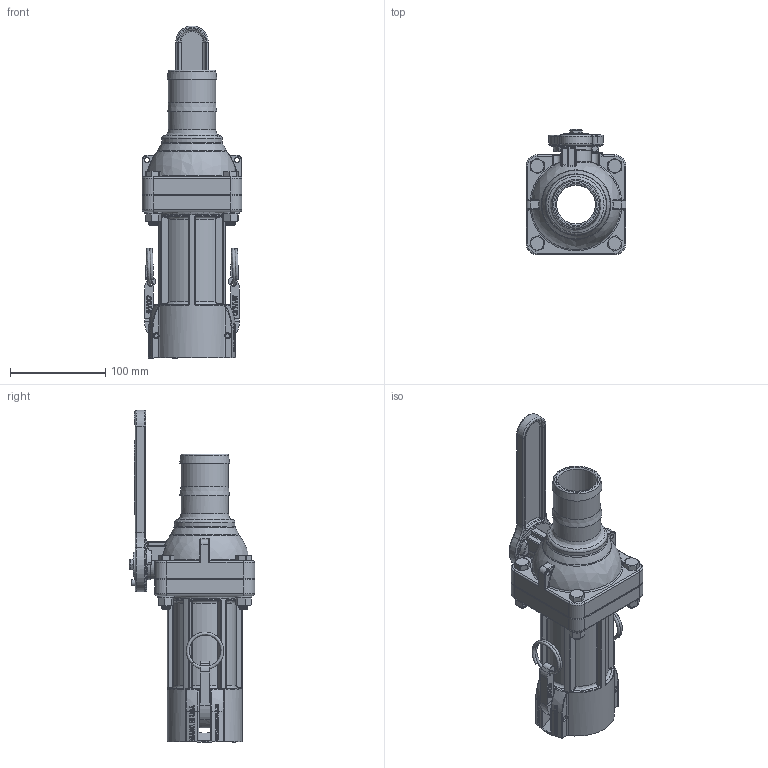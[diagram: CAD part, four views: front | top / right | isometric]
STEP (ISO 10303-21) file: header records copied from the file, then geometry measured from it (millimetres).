
FILE_DESCRIPTION(/* description */ ('2" FP STUBBY VALVE HB X FEMALE COUPLER'),/* implementation_level */ '2;1');
FILE_NAME(/* name */ 'VSBHB204FP.stp',/* time_stamp */ '2020-07-24T08:44:14-04:00',/* author */ ('ALR'),/* organization */ (''),/* preprocessor_version */ 'ST-DEVELOPER v17.2',/* originating_system */ 'Autodesk Inventor 2019',/* authorisation */ '');
FILE_SCHEMA (('AUTOMOTIVE_DESIGN { 1 0 10303 214 3 1 1 }'));
Products named in the file (28): VSBHB204FP; VHB25254; VHB25254X; VS20151; V20151; V20060; VS25255; VS25255M; VS25255X; VS25258AR1; A93M250V; VSB25356A; VSB25356AM; VSB25356AY; VSB25356AX; 150(200)K; 150(200)XK; 150RING; 200P; 200G; VS25153; V20021; V20020; V20018; V20019; V20163; V20159; V20010SS
Assembly tree (39 placements, depth 5):
  VSBHB204FP
    VHB25254
      VHB25254X
    VS20151
      V20151
      V20060
    VS25255
      VS25255M
        VS25255X
    VS25258AR1  x2
    A93M250V
    VSB25356A
      VSB25356AM
        VSB25356AY
          VSB25356AX
      150(200)K  x2
        150(200)XK
        150RING
      200P  x2
      200G
    VS25153
    V20021
    V20020
    V20010SS  x4
    V20018  x4
    V20019  x4
    V20163
    V20159
Bounding box: 104.9 x 131.62 x 348.49 mm (x, y, z)
Volume: 897019.2 mm3; surface area: 271052.8 mm2
Topology: 33 solids, 33 shells, 3176 faces, 7863 edges, 4898 vertices
Faces by surface type: plane 1156, cylinder 751, bspline 646, cone 474, torus 138, sphere 11
Full cylindrical faces by diameter (mm): 2.997 x1, 4.953 x2, 4.978 x1, 5.08 x2, 6.325 x2, 6.35 x5, 6.553 x2, 7.144 x1, 8.915 x4, 9.525 x4, 10.312 x4, 11.176 x4, 18.923 x1, 19.05 x1, 19.075 x1, 19.304 x1, 23.495 x2, 23.812 x1, 24.13 x1, 25.4 x1, 31.877 x1, 40.894 x1, 46.99 x1, 49.53 x2, 50.8 x3, 51.435 x2, 54.102 x2, 61.265 x2, 61.366 x2, 63.5 x1
Entity records: 84171 total; most frequent: CARTESIAN_POINT 30309, ORIENTED_EDGE 11708, DIRECTION 9698, EDGE_CURVE 5854, VERTEX_POINT 3749, AXIS2_PLACEMENT_3D 3330, LINE 3038, VECTOR 3038
